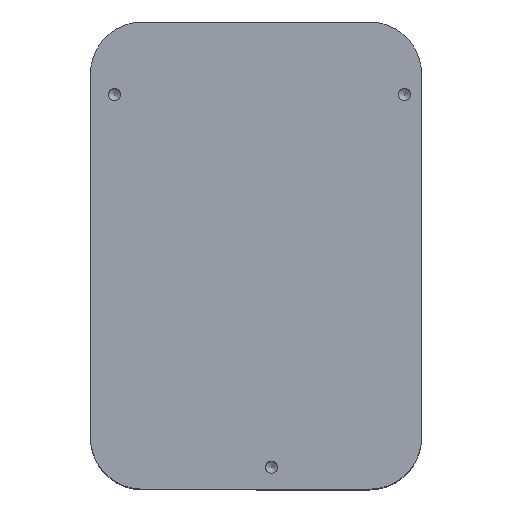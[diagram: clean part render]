
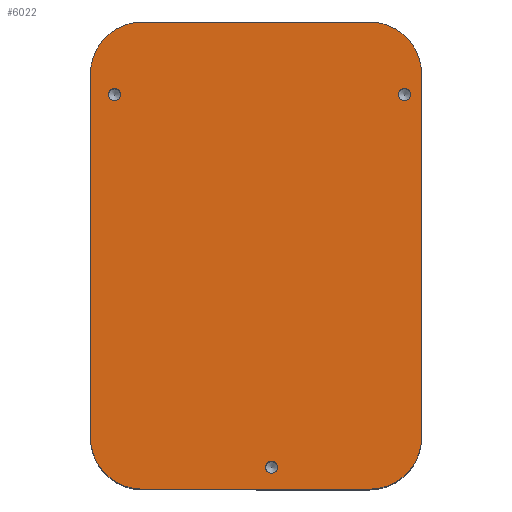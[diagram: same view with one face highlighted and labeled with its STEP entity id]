
A CAD part, top view. The second image highlights one B-rep face of the part: STEP entity #6022.
In plain terms, the highlighted planar face has unit normal (0, 0, 1).
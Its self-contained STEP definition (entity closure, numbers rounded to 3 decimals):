
#56=FACE_BOUND('',#923,.T.);
#57=FACE_BOUND('',#924,.T.);
#58=FACE_BOUND('',#925,.T.);
#277=PLANE('',#6573);
#580=FACE_OUTER_BOUND('',#922,.T.);
#922=EDGE_LOOP('',(#5590,#5591,#5592,#5593,#5594,#5595,#5596,#5597));
#923=EDGE_LOOP('',(#5598));
#924=EDGE_LOOP('',(#5599));
#925=EDGE_LOOP('',(#5600));
#1560=LINE('',#10218,#2180);
#1563=LINE('',#10226,#2183);
#1567=LINE('',#10249,#2187);
#1568=LINE('',#10252,#2188);
#2180=VECTOR('',#8226,10.);
#2183=VECTOR('',#8235,10.);
#2187=VECTOR('',#8261,10.);
#2188=VECTOR('',#8264,10.);
#2416=CIRCLE('',#6559,12.371);
#2417=CIRCLE('',#6562,12.371);
#2418=CIRCLE('',#6565,1.45);
#2420=CIRCLE('',#6568,1.45);
#2422=CIRCLE('',#6571,1.45);
#2424=CIRCLE('',#6574,12.371);
#2425=CIRCLE('',#6575,12.371);
#2997=VERTEX_POINT('',#10210);
#2998=VERTEX_POINT('',#10212);
#2999=VERTEX_POINT('',#10216);
#3000=VERTEX_POINT('',#10220);
#3001=VERTEX_POINT('',#10224);
#3002=VERTEX_POINT('',#10228);
#3004=VERTEX_POINT('',#10234);
#3006=VERTEX_POINT('',#10240);
#3008=VERTEX_POINT('',#10246);
#3009=VERTEX_POINT('',#10248);
#3010=VERTEX_POINT('',#10250);
#3861=EDGE_CURVE('',#2998,#2997,#2416,.T.);
#3864=EDGE_CURVE('',#2997,#2999,#1560,.T.);
#3866=EDGE_CURVE('',#2999,#3000,#2417,.T.);
#3868=EDGE_CURVE('',#3000,#3001,#1563,.T.);
#3869=EDGE_CURVE('',#3002,#3002,#2418,.T.);
#3872=EDGE_CURVE('',#3004,#3004,#2420,.T.);
#3875=EDGE_CURVE('',#3006,#3006,#2422,.T.);
#3878=EDGE_CURVE('',#3001,#3008,#2424,.T.);
#3879=EDGE_CURVE('',#3009,#3008,#1567,.T.);
#3880=EDGE_CURVE('',#3010,#3009,#2425,.T.);
#3881=EDGE_CURVE('',#2998,#3010,#1568,.T.);
#5590=ORIENTED_EDGE('',*,*,#3868,.T.);
#5591=ORIENTED_EDGE('',*,*,#3878,.T.);
#5592=ORIENTED_EDGE('',*,*,#3879,.F.);
#5593=ORIENTED_EDGE('',*,*,#3880,.F.);
#5594=ORIENTED_EDGE('',*,*,#3881,.F.);
#5595=ORIENTED_EDGE('',*,*,#3861,.T.);
#5596=ORIENTED_EDGE('',*,*,#3864,.T.);
#5597=ORIENTED_EDGE('',*,*,#3866,.T.);
#5598=ORIENTED_EDGE('',*,*,#3869,.T.);
#5599=ORIENTED_EDGE('',*,*,#3872,.T.);
#5600=ORIENTED_EDGE('',*,*,#3875,.T.);
#6022=ADVANCED_FACE('',(#580,#56,#57,#58),#277,.F.);
#6559=AXIS2_PLACEMENT_3D('',#10213,#8220,#8221);
#6562=AXIS2_PLACEMENT_3D('',#10222,#8230,#8231);
#6565=AXIS2_PLACEMENT_3D('',#10229,#8238,#8239);
#6568=AXIS2_PLACEMENT_3D('',#10235,#8245,#8246);
#6571=AXIS2_PLACEMENT_3D('',#10241,#8252,#8253);
#6573=AXIS2_PLACEMENT_3D('',#10245,#8257,#8258);
#6574=AXIS2_PLACEMENT_3D('',#10247,#8259,#8260);
#6575=AXIS2_PLACEMENT_3D('',#10251,#8262,#8263);
#8220=DIRECTION('center_axis',(0.,0.,1.));
#8221=DIRECTION('ref_axis',(1.,0.,0.));
#8226=DIRECTION('',(0.,1.,0.));
#8230=DIRECTION('center_axis',(0.,0.,1.));
#8231=DIRECTION('ref_axis',(0.,1.,0.));
#8235=DIRECTION('',(-1.,0.,0.));
#8238=DIRECTION('center_axis',(0.,0.,-1.));
#8239=DIRECTION('ref_axis',(1.,0.,0.));
#8245=DIRECTION('center_axis',(0.,0.,-1.));
#8246=DIRECTION('ref_axis',(1.,0.,0.));
#8252=DIRECTION('center_axis',(0.,0.,-1.));
#8253=DIRECTION('ref_axis',(1.,0.,0.));
#8257=DIRECTION('center_axis',(0.,0.,-1.));
#8258=DIRECTION('ref_axis',(1.,0.,0.));
#8259=DIRECTION('center_axis',(0.,0.,1.));
#8260=DIRECTION('ref_axis',(-1.,0.,0.));
#8261=DIRECTION('',(0.,1.,0.));
#8262=DIRECTION('center_axis',(0.,0.,-1.));
#8263=DIRECTION('ref_axis',(0.,-1.,0.));
#8264=DIRECTION('',(-1.,0.,0.));
#10210=CARTESIAN_POINT('',(90.594,19.231,101.4));
#10212=CARTESIAN_POINT('',(78.223,6.86,101.4));
#10213=CARTESIAN_POINT('Origin',(78.223,19.231,101.4));
#10216=CARTESIAN_POINT('',(90.594,105.476,101.4));
#10218=CARTESIAN_POINT('',(90.594,90.165,101.4));
#10220=CARTESIAN_POINT('',(78.223,117.847,101.4));
#10222=CARTESIAN_POINT('Origin',(78.223,105.476,101.4));
#10224=CARTESIAN_POINT('',(24.283,117.847,101.4));
#10226=CARTESIAN_POINT('',(39.768,117.847,101.4));
#10228=CARTESIAN_POINT('',(53.523,12.1,101.4));
#10229=CARTESIAN_POINT('Origin',(54.973,12.1,101.4));
#10234=CARTESIAN_POINT('',(16.186,100.637,101.4));
#10235=CARTESIAN_POINT('Origin',(17.636,100.637,101.4));
#10240=CARTESIAN_POINT('',(85.041,100.639,101.4));
#10241=CARTESIAN_POINT('Origin',(86.491,100.639,101.4));
#10245=CARTESIAN_POINT('Origin',(55.253,74.854,101.4));
#10246=CARTESIAN_POINT('',(11.912,105.476,101.4));
#10247=CARTESIAN_POINT('Origin',(24.283,105.476,101.4));
#10248=CARTESIAN_POINT('',(11.912,19.231,101.4));
#10249=CARTESIAN_POINT('',(11.912,47.042,101.4));
#10250=CARTESIAN_POINT('',(24.283,6.86,101.4));
#10251=CARTESIAN_POINT('Origin',(24.283,19.231,101.4));
#10252=CARTESIAN_POINT('',(70.738,6.86,101.4));
